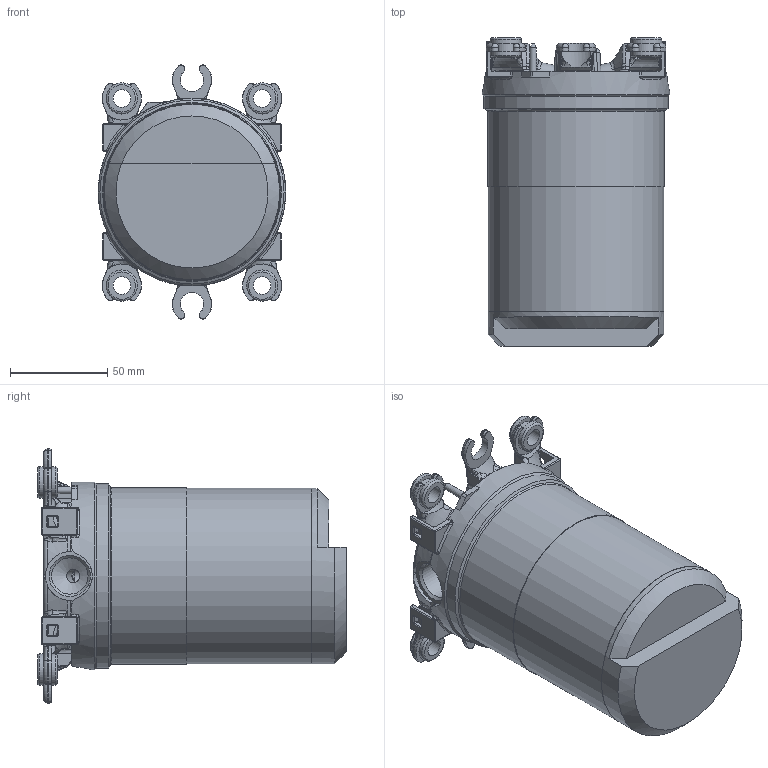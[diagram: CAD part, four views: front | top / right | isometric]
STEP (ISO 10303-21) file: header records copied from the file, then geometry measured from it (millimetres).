
FILE_DESCRIPTION(/* description */ ('Unknown'),/* implementation_level */ '2;1');
FILE_NAME(/* name */ '26483000',/* time_stamp */ '2022-09-08T09:29:52+02:00',/* author */ ('Unknown'),/* organization */ ('GROHE AG'),/* preprocessor_version */ 'ST-DEVELOPER v16.7',/* originating_system */ 'DEX',/* authorisation */ $);
FILE_SCHEMA (('AUTOMOTIVE_DESIGN {1 0 10303 214 3 1 1}'));
Length unit declared in the file: millimetre
Products named in the file (9): 26483000; 26483000_0; 26483000_1; 26483000_2; 26483000_3; 26483000_4; 26483000_5; 26483000_6
Assembly tree (8 placements, depth 2):
  26483000
    26483000
    26483000_0
    26483000_1
    26483000_2
    26483000_3
    26483000_4
    26483000_5
    26483000_6
Bounding box: 96.2 x 158.3 x 130.4 mm (x, y, z)
Volume: 188740.3 mm3; surface area: 147922.3 mm2
Topology: 8 solids, 8 shells, 2183 faces, 5668 edges, 3386 vertices
Faces by surface type: plane 808, bspline 676, cylinder 307, torus 152, cone 152, sphere 88
Full cylindrical faces by diameter (mm): 4.917 x8, 7 x8, 9 x4, 10.917 x4, 12 x4, 12.5 x2, 16 x8, 18.631 x4, 84.8 x1, 88.5 x2, 90 x2, 90.8 x1, 94.45 x1, 96.2 x1
Entity records: 93461 total; most frequent: CARTESIAN_POINT 32974, ORIENTED_EDGE 10776, DIRECTION 8482, EDGE_CURVE 5388, VERTEX_POINT 3337, AXIS2_PLACEMENT_3D 3097, FACE_BOUND 2321, EDGE_LOOP 2314
